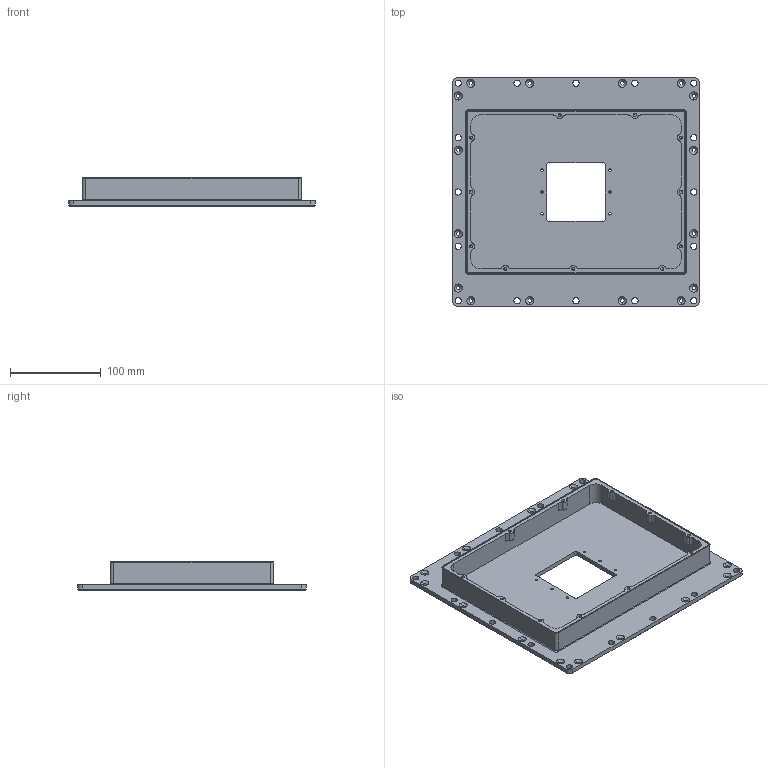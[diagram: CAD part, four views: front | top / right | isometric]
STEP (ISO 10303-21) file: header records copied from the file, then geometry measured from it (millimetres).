
FILE_DESCRIPTION((''),'2;1');
FILE_NAME('ANZHUANGBAN','2021-11-21T',('fanyzh'),('babu'),'PRO/ENGINEER BY PARAMETRIC TECHNOLOGY CORPORATION, 2010280','PRO/ENGINEER BY PARAMETRIC TECHNOLOGY CORPORATION, 2010280','');
FILE_SCHEMA(('AP203_CONFIGURATION_CONTROLLED_3D_DESIGN_OF_MECHANICAL_PARTS_AND_ASSEMBLIES_MIM_LF'));
Length unit declared in the file: millimetre
Products named in the file (1): ANZHUANGBAN
Bounding box: 272 x 252 x 30.9 mm (x, y, z)
Volume: 431219.1 mm3; surface area: 186208.7 mm2
Topology: 1 solids, 1 shells, 408 faces, 1511 edges, 1115 vertices
Faces by surface type: cylinder 227, plane 133, cone 44, torus 4
Entity records: 21322 total; most frequent: DIRECTION 2976, CARTESIAN_POINT 2811, ORIENTED_EDGE 2262, PRESENTATION_STYLE_ASSIGNMENT 1641, STYLED_ITEM 1641, CURVE_STYLE 1640, EDGE_CURVE 1131, VECTOR 1066
